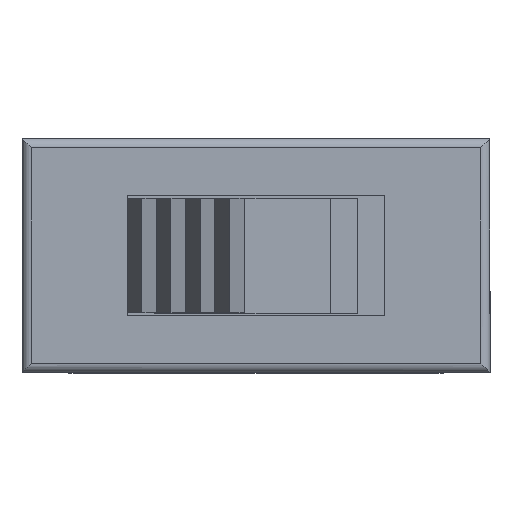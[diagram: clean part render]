
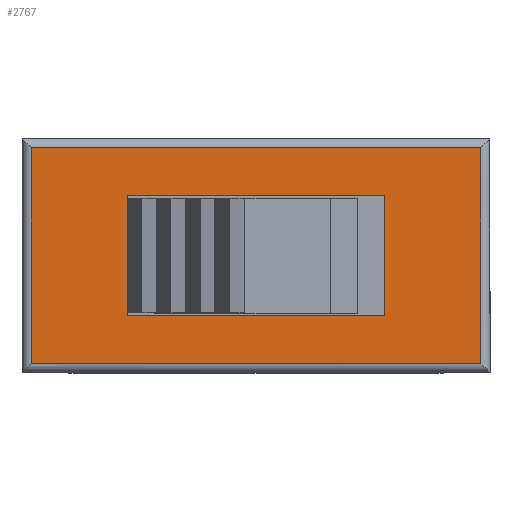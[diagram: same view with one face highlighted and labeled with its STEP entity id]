
A CAD part, top view. The second image highlights one B-rep face of the part: STEP entity #2767.
In plain terms, the highlighted planar face has unit normal (0, 0, 1).
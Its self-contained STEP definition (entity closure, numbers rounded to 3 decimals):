
#2546=CARTESIAN_POINT('',(-4.88,2.34,0.0));
#2547=VERTEX_POINT('',#2546);
#2548=CARTESIAN_POINT('',(4.88,2.34,0.0));
#2549=VERTEX_POINT('',#2548);
#2550=CARTESIAN_POINT('',(-4.88,2.34,0.0));
#2551=DIRECTION('',(1.0,0.0,0.0));
#2552=VECTOR('',#2551,9.76);
#2553=LINE('',#2550,#2552);
#2554=EDGE_CURVE('',#2547,#2549,#2553,.T.);
#2584=CARTESIAN_POINT('',(4.88,-2.34,0.0));
#2585=VERTEX_POINT('',#2584);
#2586=CARTESIAN_POINT('',(4.88,2.34,0.0));
#2587=DIRECTION('',(0.0,-1.0,0.0));
#2588=VECTOR('',#2587,4.68);
#2589=LINE('',#2586,#2588);
#2590=EDGE_CURVE('',#2549,#2585,#2589,.T.);
#2609=CARTESIAN_POINT('',(-4.88,-2.34,0.0));
#2610=VERTEX_POINT('',#2609);
#2611=CARTESIAN_POINT('',(4.88,-2.34,0.0));
#2612=DIRECTION('',(-1.0,0.0,0.0));
#2613=VECTOR('',#2612,9.76);
#2614=LINE('',#2611,#2613);
#2615=EDGE_CURVE('',#2585,#2610,#2614,.T.);
#2639=CARTESIAN_POINT('',(-4.88,-2.34,0.0));
#2640=DIRECTION('',(0.0,1.0,0.0));
#2641=VECTOR('',#2640,4.68);
#2642=LINE('',#2639,#2641);
#2643=EDGE_CURVE('',#2610,#2547,#2642,.T.);
#2722=CARTESIAN_POINT('',(0.0,0.,0.0));
#2723=DIRECTION('',(0.0,0.0,1.0));
#2724=DIRECTION('',(1.0,0.0,0.0));
#2725=AXIS2_PLACEMENT_3D('',#2722,#2723,#2724);
#2726=PLANE('',#2725);
#2727=ORIENTED_EDGE('',*,*,#2554,.F.);
#2728=ORIENTED_EDGE('',*,*,#2643,.F.);
#2729=ORIENTED_EDGE('',*,*,#2615,.F.);
#2730=ORIENTED_EDGE('',*,*,#2590,.F.);
#2731=EDGE_LOOP('',(#2727,#2728,#2729,#2730));
#2732=FACE_OUTER_BOUND('',#2731,.T.);
#2733=CARTESIAN_POINT('',(-2.8,-1.3,0.0));
#2734=VERTEX_POINT('',#2733);
#2735=CARTESIAN_POINT('',(-2.8,1.3,0.0));
#2736=VERTEX_POINT('',#2735);
#2737=CARTESIAN_POINT('',(-2.8,-1.3,0.0));
#2738=DIRECTION('',(0.0,1.0,0.0));
#2739=VECTOR('',#2738,2.6);
#2740=LINE('',#2737,#2739);
#2741=EDGE_CURVE('',#2734,#2736,#2740,.T.);
#2742=ORIENTED_EDGE('',*,*,#2741,.T.);
#2743=CARTESIAN_POINT('',(2.8,1.3,0.0));
#2744=VERTEX_POINT('',#2743);
#2745=CARTESIAN_POINT('',(-2.8,1.3,0.0));
#2746=DIRECTION('',(1.0,0.0,0.0));
#2747=VECTOR('',#2746,5.6);
#2748=LINE('',#2745,#2747);
#2749=EDGE_CURVE('',#2736,#2744,#2748,.T.);
#2750=ORIENTED_EDGE('',*,*,#2749,.T.);
#2751=CARTESIAN_POINT('',(2.8,-1.3,0.0));
#2752=VERTEX_POINT('',#2751);
#2753=CARTESIAN_POINT('',(2.8,1.3,0.0));
#2754=DIRECTION('',(0.0,-1.0,0.0));
#2755=VECTOR('',#2754,2.6);
#2756=LINE('',#2753,#2755);
#2757=EDGE_CURVE('',#2744,#2752,#2756,.T.);
#2758=ORIENTED_EDGE('',*,*,#2757,.T.);
#2759=CARTESIAN_POINT('',(2.8,-1.3,0.0));
#2760=DIRECTION('',(-1.0,0.0,0.0));
#2761=VECTOR('',#2760,5.6);
#2762=LINE('',#2759,#2761);
#2763=EDGE_CURVE('',#2752,#2734,#2762,.T.);
#2764=ORIENTED_EDGE('',*,*,#2763,.T.);
#2765=EDGE_LOOP('',(#2742,#2750,#2758,#2764));
#2766=FACE_BOUND('',#2765,.T.);
#2767=ADVANCED_FACE('',(#2732,#2766),#2726,.T.);
